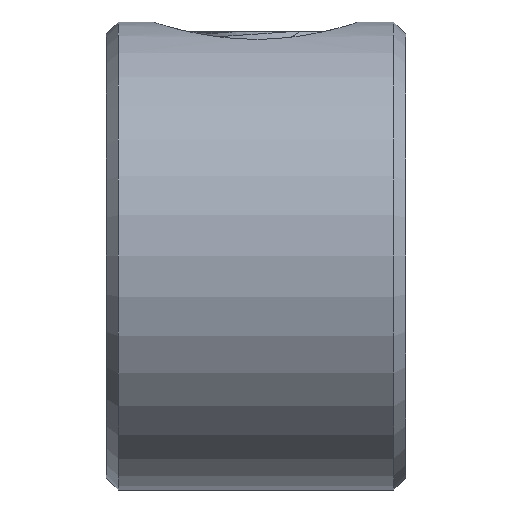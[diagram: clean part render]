
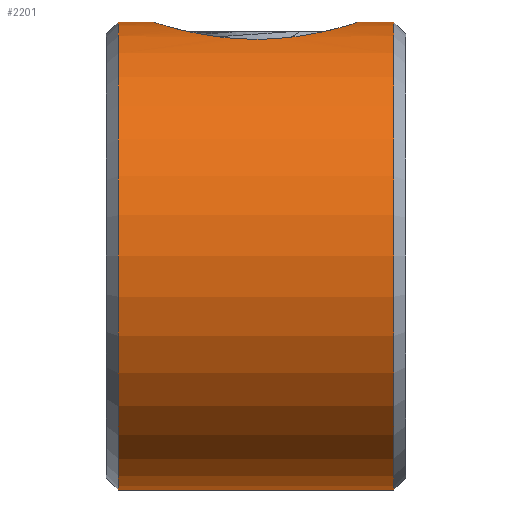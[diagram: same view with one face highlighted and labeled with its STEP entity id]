
A CAD part, left-side view. The second image highlights one B-rep face of the part: STEP entity #2201.
In plain terms, the highlighted cylindrical face has radius 6.223 mm (diameter 12.446 mm), a partial arc.
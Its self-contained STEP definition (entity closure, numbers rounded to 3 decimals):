
#342 = EDGE_LOOP ( 'NONE', ( #3884, #1878, #1609, #7259, #351, #559, #6295 ) ) ;
#351 = ORIENTED_EDGE ( 'NONE', *, *, #1045, .F. ) ;
#457 = DIRECTION ( 'NONE',  ( 0., -1., 0. ) ) ;
#559 = ORIENTED_EDGE ( 'NONE', *, *, #4966, .T. ) ;
#561 = CARTESIAN_POINT ( 'NONE',  ( -1.849, 1.7, 5.943 ) ) ;
#562 = CARTESIAN_POINT ( 'NONE',  ( 0., 3.981, -6.223 ) ) ;
#563 = AXIS2_PLACEMENT_3D ( 'NONE', #7993, #457, #4890 ) ;
#653 = CARTESIAN_POINT ( 'NONE',  ( -1.279, -2.292, 6.09 ) ) ;
#814 = CIRCLE ( 'NONE', #4711, 6.223 ) ;
#1045 = EDGE_CURVE ( 'NONE', #1417, #5115, #6183, .T. ) ;
#1106 = CARTESIAN_POINT ( 'NONE',  ( -1.058, 2.447, 6.134 ) ) ;
#1133 = VECTOR ( 'NONE', #5957, 1000. ) ;
#1307 = CARTESIAN_POINT ( 'NONE',  ( 0., 3.981, 6.223 ) ) ;
#1417 = VERTEX_POINT ( 'NONE', #1703 ) ;
#1602 = EDGE_CURVE ( 'NONE', #7705, #5022, #6413, .T. ) ;
#1609 = ORIENTED_EDGE ( 'NONE', *, *, #2717, .T. ) ;
#1703 = CARTESIAN_POINT ( 'NONE',  ( 0., -2.74, 6.223 ) ) ;
#1796 = CYLINDRICAL_SURFACE ( 'NONE', #5375, 6.223 ) ;
#1805 = VERTEX_POINT ( 'NONE', #6194 ) ;
#1836 = CARTESIAN_POINT ( 'NONE',  ( -0.556, 2.68, 6.203 ) ) ;
#1863 = CARTESIAN_POINT ( 'NONE',  ( -1.279, -2.292, 6.09 ) ) ;
#1878 = ORIENTED_EDGE ( 'NONE', *, *, #4827, .T. ) ;
#1890 = CARTESIAN_POINT ( 'NONE',  ( -1.098, -2.431, 6.128 ) ) ;
#2201 = ADVANCED_FACE ( 'NONE', ( #4312 ), #1796, .T. ) ;
#2232 = CARTESIAN_POINT ( 'NONE',  ( 0., 3.664, -6.223 ) ) ;
#2250 = DIRECTION ( 'NONE',  ( 0., 0., 1. ) ) ;
#2365 = CARTESIAN_POINT ( 'NONE',  ( -2.197, 0.957, 5.823 ) ) ;
#2383 = VERTEX_POINT ( 'NONE', #2232 ) ;
#2430 = CARTESIAN_POINT ( 'NONE',  ( -2.352, 0.141, 5.762 ) ) ;
#2458 = CARTESIAN_POINT ( 'NONE',  ( -1.683, 1.924, 5.995 ) ) ;
#2464 = CARTESIAN_POINT ( 'NONE',  ( -0.23, -2.73, 6.22 ) ) ;
#2486 = CARTESIAN_POINT ( 'NONE',  ( -1.39, 2.207, 6.067 ) ) ;
#2717 = EDGE_CURVE ( 'NONE', #2383, #4140, #7913, .T. ) ;
#2878 = DIRECTION ( 'NONE',  ( 0., -1., 0. ) ) ;
#3053 = CARTESIAN_POINT ( 'NONE',  ( -1.497, -2.125, 6.044 ) ) ;
#3622 = CARTESIAN_POINT ( 'NONE',  ( 0., 3.981, 0. ) ) ;
#3696 = CARTESIAN_POINT ( 'NONE',  ( -2.327, -0.416, 5.771 ) ) ;
#3701 = EDGE_CURVE ( 'NONE', #4140, #5115, #814, .T. ) ;
#3781 = CARTESIAN_POINT ( 'NONE',  ( -2.236, 0.823, 5.807 ) ) ;
#3877 = LINE ( 'NONE', #7265, #6627 ) ;
#3884 = ORIENTED_EDGE ( 'NONE', *, *, #7998, .F. ) ;
#3948 = CARTESIAN_POINT ( 'NONE',  ( 0., -3.664, 6.223 ) ) ;
#4140 = VERTEX_POINT ( 'NONE', #5816 ) ;
#4306 = CIRCLE ( 'NONE', #563, 6.223 ) ;
#4307 = CARTESIAN_POINT ( 'NONE',  ( -2.111, -1.216, 5.855 ) ) ;
#4312 = FACE_OUTER_BOUND ( 'NONE', #342, .T. ) ;
#4362 = DIRECTION ( 'NONE',  ( 0., -1., 0. ) ) ;
#4368 = CARTESIAN_POINT ( 'NONE',  ( -0.457, -2.691, 6.207 ) ) ;
#4390 = CARTESIAN_POINT ( 'NONE',  ( -1.993, -1.464, 5.898 ) ) ;
#4700 = VECTOR ( 'NONE', #4362, 1000. ) ;
#4711 = AXIS2_PLACEMENT_3D ( 'NONE', #4876, #7272, #2250 ) ;
#4827 = EDGE_CURVE ( 'NONE', #1805, #2383, #4306, .T. ) ;
#4876 = CARTESIAN_POINT ( 'NONE',  ( 0., -3.664, 0. ) ) ;
#4890 = DIRECTION ( 'NONE',  ( 0., 0., 1. ) ) ;
#4962 = CARTESIAN_POINT ( 'NONE',  ( -2.101, 1.216, 5.858 ) ) ;
#4966 = EDGE_CURVE ( 'NONE', #1417, #7705, #5550, .T. ) ;
#5022 = VERTEX_POINT ( 'NONE', #5023 ) ;
#5023 = CARTESIAN_POINT ( 'NONE',  ( 0., 2.74, 6.223 ) ) ;
#5115 = VERTEX_POINT ( 'NONE', #3948 ) ;
#5375 = AXIS2_PLACEMENT_3D ( 'NONE', #3622, #8011, #7358 ) ;
#5550 = B_SPLINE_CURVE_WITH_KNOTS ( 'NONE', 3,
 ( #8126, #8154, #2464, #4368, #5679, #8099, #1890, #1863 ),
 .UNSPECIFIED., .F., .F.,
 ( 4, 2, 2, 4 ),
 ( 0.014, 0.014, 0.015, 0.015 ),
 .UNSPECIFIED. ) ;
#5679 = CARTESIAN_POINT ( 'NONE',  ( -0.57, -2.66, 6.198 ) ) ;
#5816 = CARTESIAN_POINT ( 'NONE',  ( 0., -3.664, -6.223 ) ) ;
#5957 = DIRECTION ( 'NONE',  ( 0., -1., 0. ) ) ;
#6183 = LINE ( 'NONE', #1307, #1133 ) ;
#6194 = CARTESIAN_POINT ( 'NONE',  ( 0., 3.664, 6.223 ) ) ;
#6252 = CARTESIAN_POINT ( 'NONE',  ( -1.687, -1.918, 5.992 ) ) ;
#6295 = ORIENTED_EDGE ( 'NONE', *, *, #1602, .T. ) ;
#6413 = B_SPLINE_CURVE_WITH_KNOTS ( 'NONE', 3,
 ( #7436, #3053, #6252, #4390, #4307, #7464, #3696, #2430, #7492, #3781, #2365, #4962, #8118, #561, #2458, #2486, #8090, #1106, #6879, #1836, #8040, #6845 ),
 .UNSPECIFIED., .F., .F.,
 ( 4, 2, 2, 2, 2, 2, 2, 2, 2, 2, 4 ),
 ( 0.015, 0.016, 0.017, 0.018, 0.019, 0.019, 0.019, 0.02, 0.021, 0.021, 0.022 ),
 .UNSPECIFIED. ) ;
#6627 = VECTOR ( 'NONE', #2878, 1000. ) ;
#6845 = CARTESIAN_POINT ( 'NONE',  ( 0., 2.74, 6.223 ) ) ;
#6879 = CARTESIAN_POINT ( 'NONE',  ( -0.935, 2.515, 6.154 ) ) ;
#7259 = ORIENTED_EDGE ( 'NONE', *, *, #3701, .T. ) ;
#7265 = CARTESIAN_POINT ( 'NONE',  ( 0., 3.981, 6.223 ) ) ;
#7272 = DIRECTION ( 'NONE',  ( 0., 1., 0. ) ) ;
#7358 = DIRECTION ( 'NONE',  ( 0., 0., -1. ) ) ;
#7436 = CARTESIAN_POINT ( 'NONE',  ( -1.279, -2.292, 6.09 ) ) ;
#7464 = CARTESIAN_POINT ( 'NONE',  ( -2.28, -0.687, 5.791 ) ) ;
#7492 = CARTESIAN_POINT ( 'NONE',  ( -2.327, 0.419, 5.772 ) ) ;
#7705 = VERTEX_POINT ( 'NONE', #653 ) ;
#7913 = LINE ( 'NONE', #562, #4700 ) ;
#7993 = CARTESIAN_POINT ( 'NONE',  ( 0., 3.664, 0. ) ) ;
#7998 = EDGE_CURVE ( 'NONE', #1805, #5022, #3877, .T. ) ;
#8011 = DIRECTION ( 'NONE',  ( 0., -1., 0. ) ) ;
#8040 = CARTESIAN_POINT ( 'NONE',  ( -0.277, 2.74, 6.223 ) ) ;
#8090 = CARTESIAN_POINT ( 'NONE',  ( -1.285, 2.293, 6.09 ) ) ;
#8099 = CARTESIAN_POINT ( 'NONE',  ( -0.895, -2.545, 6.162 ) ) ;
#8118 = CARTESIAN_POINT ( 'NONE',  ( -2.044, 1.34, 5.878 ) ) ;
#8126 = CARTESIAN_POINT ( 'NONE',  ( 0., -2.74, 6.223 ) ) ;
#8154 = CARTESIAN_POINT ( 'NONE',  ( -0.115, -2.74, 6.223 ) ) ;
